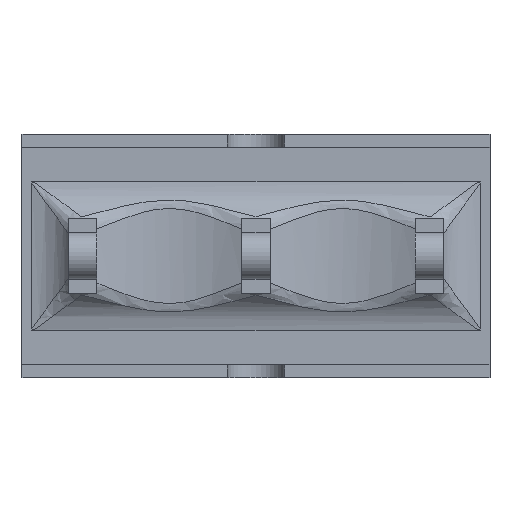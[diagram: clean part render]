
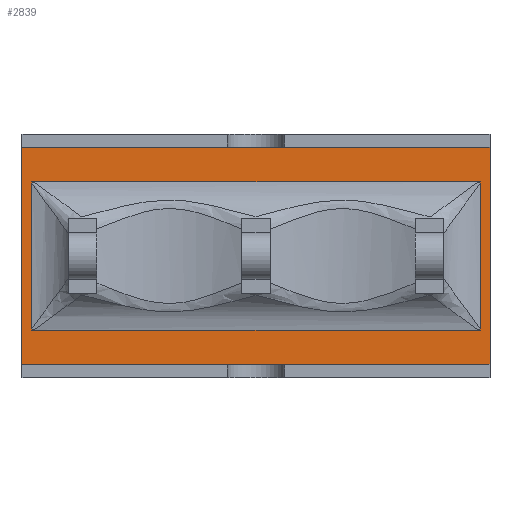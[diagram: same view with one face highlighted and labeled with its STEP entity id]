
A CAD part, front view. The second image highlights one B-rep face of the part: STEP entity #2839.
In plain terms, the highlighted planar face has unit normal (0, -1, 0).
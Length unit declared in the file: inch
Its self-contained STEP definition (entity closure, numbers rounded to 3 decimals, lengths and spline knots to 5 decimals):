
#151 = CARTESIAN_POINT ( 'NONE',  ( 0.25004, 0.05906, 0.11575 ) ) ;
#224 = CARTESIAN_POINT ( 'NONE',  ( 0.25004, 0.05906, -0.11575 ) ) ;
#335 = DIRECTION ( 'NONE',  ( -1., 0., 0. ) ) ;
#529 = EDGE_CURVE ( 'NONE', #6992, #3640, #4689, .T. ) ;
#1251 = PLANE ( 'NONE',  #3938 ) ;
#1275 = EDGE_LOOP ( 'NONE', ( #1288, #2188, #5465, #1427 ) ) ;
#1288 = ORIENTED_EDGE ( 'NONE', *, *, #1571, .T. ) ;
#1427 = ORIENTED_EDGE ( 'NONE', *, *, #529, .T. ) ;
#1571 = EDGE_CURVE ( 'NONE', #3640, #1734, #3473, .T. ) ;
#1734 = VERTEX_POINT ( 'NONE', #4779 ) ;
#1870 = FACE_OUTER_BOUND ( 'NONE', #1275, .T. ) ;
#2188 = ORIENTED_EDGE ( 'NONE', *, *, #4273, .T. ) ;
#2199 = CARTESIAN_POINT ( 'NONE',  ( -0.24996, 0.05906, 0.11575 ) ) ;
#2542 = CARTESIAN_POINT ( 'NONE',  ( -0.24996, 0.05906, -0.11575 ) ) ;
#2691 = LINE ( 'NONE', #2199, #3696 ) ;
#2839 = ADVANCED_FACE ( 'NONE', ( #1870 ), #1251, .F. ) ;
#3310 = VERTEX_POINT ( 'NONE', #4455 ) ;
#3366 = DIRECTION ( 'NONE',  ( 0., 0., 1. ) ) ;
#3473 = LINE ( 'NONE', #4681, #4106 ) ;
#3510 = CARTESIAN_POINT ( 'NONE',  ( 0.25004, 0.05906, -0.11575 ) ) ;
#3614 = VECTOR ( 'NONE', #3366, 39.37008 ) ;
#3640 = VERTEX_POINT ( 'NONE', #151 ) ;
#3696 = VECTOR ( 'NONE', #5183, 39.37008 ) ;
#3938 = AXIS2_PLACEMENT_3D ( 'NONE', #6342, #4339, #7508 ) ;
#4106 = VECTOR ( 'NONE', #335, 39.37008 ) ;
#4273 = EDGE_CURVE ( 'NONE', #1734, #3310, #2691, .T. ) ;
#4339 = DIRECTION ( 'NONE',  ( 0., 1., 0. ) ) ;
#4455 = CARTESIAN_POINT ( 'NONE',  ( -0.24996, 0.05906, -0.11575 ) ) ;
#4681 = CARTESIAN_POINT ( 'NONE',  ( 0.25004, 0.05906, 0.11575 ) ) ;
#4689 = LINE ( 'NONE', #224, #3614 ) ;
#4779 = CARTESIAN_POINT ( 'NONE',  ( -0.24996, 0.05906, 0.11575 ) ) ;
#4829 = LINE ( 'NONE', #2542, #7334 ) ;
#5066 = EDGE_CURVE ( 'NONE', #3310, #6992, #4829, .T. ) ;
#5183 = DIRECTION ( 'NONE',  ( 0., 0., -1. ) ) ;
#5465 = ORIENTED_EDGE ( 'NONE', *, *, #5066, .T. ) ;
#5763 = DIRECTION ( 'NONE',  ( 1., 0., 0. ) ) ;
#6342 = CARTESIAN_POINT ( 'NONE',  ( 0.27504, 0.05906, -0.12732 ) ) ;
#6992 = VERTEX_POINT ( 'NONE', #3510 ) ;
#7334 = VECTOR ( 'NONE', #5763, 39.37008 ) ;
#7508 = DIRECTION ( 'NONE',  ( -1., 0., 0. ) ) ;
